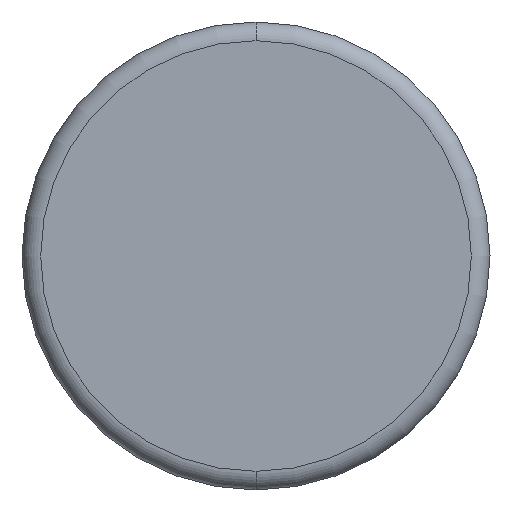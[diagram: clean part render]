
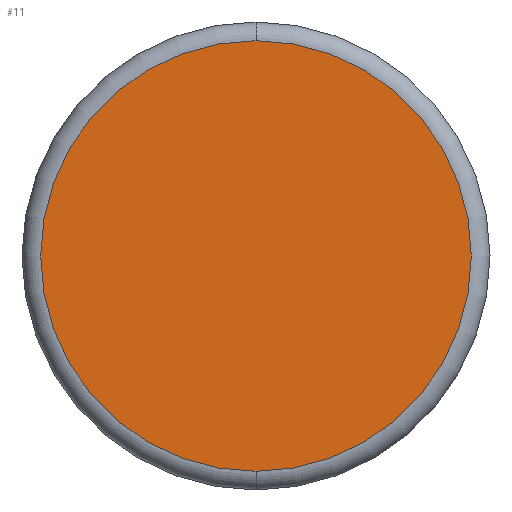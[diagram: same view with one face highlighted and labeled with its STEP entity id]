
A CAD part, front view. The second image highlights one B-rep face of the part: STEP entity #11.
In plain terms, the highlighted planar face has unit normal (0, -1, 0).
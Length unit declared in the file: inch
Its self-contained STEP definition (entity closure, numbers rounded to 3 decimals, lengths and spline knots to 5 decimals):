
#8 = DIRECTION ( 'NONE',  ( 0., -1., 0. ) ) ;
#11 = ADVANCED_FACE ( 'NONE', ( #244 ), #306, .T. ) ;
#23 = DIRECTION ( 'NONE',  ( 0., 0., -1. ) ) ;
#29 = CARTESIAN_POINT ( 'NONE',  ( 0., 0., 0. ) ) ;
#50 = DIRECTION ( 'NONE',  ( 0., 0., -1. ) ) ;
#75 = EDGE_CURVE ( 'NONE', #290, #111, #383, .T. ) ;
#96 = AXIS2_PLACEMENT_3D ( 'NONE', #304, #281, #23 ) ;
#100 = AXIS2_PLACEMENT_3D ( 'NONE', #29, #8, #311 ) ;
#106 = DIRECTION ( 'NONE',  ( 0., -1., 0. ) ) ;
#111 = VERTEX_POINT ( 'NONE', #237 ) ;
#164 = AXIS2_PLACEMENT_3D ( 'NONE', #295, #106, #50 ) ;
#228 = CARTESIAN_POINT ( 'NONE',  ( 0., 0., -0.1725 ) ) ;
#237 = CARTESIAN_POINT ( 'NONE',  ( 0., 0., 0.1725 ) ) ;
#244 = FACE_OUTER_BOUND ( 'NONE', #300, .T. ) ;
#257 = CIRCLE ( 'NONE', #100, 0.1725 ) ;
#258 = ORIENTED_EDGE ( 'NONE', *, *, #266, .T. ) ;
#266 = EDGE_CURVE ( 'NONE', #111, #290, #257, .T. ) ;
#281 = DIRECTION ( 'NONE',  ( 0., -1., 0. ) ) ;
#290 = VERTEX_POINT ( 'NONE', #228 ) ;
#295 = CARTESIAN_POINT ( 'NONE',  ( 0., 0., 0. ) ) ;
#296 = ORIENTED_EDGE ( 'NONE', *, *, #75, .T. ) ;
#300 = EDGE_LOOP ( 'NONE', ( #296, #258 ) ) ;
#304 = CARTESIAN_POINT ( 'NONE',  ( 0., 0., 0. ) ) ;
#306 = PLANE ( 'NONE',  #96 ) ;
#311 = DIRECTION ( 'NONE',  ( 0., 0., -1. ) ) ;
#383 = CIRCLE ( 'NONE', #164, 0.1725 ) ;
